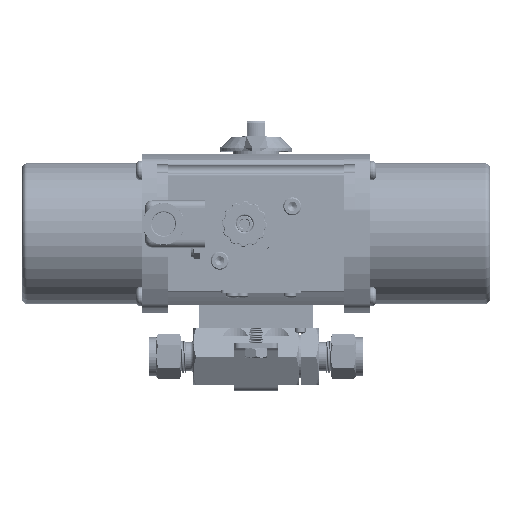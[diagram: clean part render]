
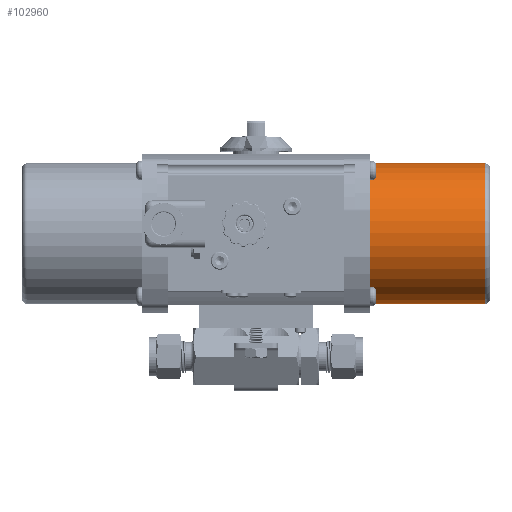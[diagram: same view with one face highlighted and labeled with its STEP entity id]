
A CAD part, top view. The second image highlights one B-rep face of the part: STEP entity #102960.
In plain terms, the highlighted cylindrical face has radius 30.963 mm (diameter 61.925 mm), a partial arc.
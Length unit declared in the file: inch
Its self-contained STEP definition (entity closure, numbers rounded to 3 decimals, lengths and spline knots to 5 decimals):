
#832 = VERTEX_POINT ( 'NONE', #161953 ) ;
#5253 = FACE_OUTER_BOUND ( 'NONE', #80761, .T. ) ;
#15792 = DIRECTION ( 'NONE',  ( 1., 0., 0. ) ) ;
#16367 = AXIS2_PLACEMENT_3D ( 'NONE', #106447, #15792, #121651 ) ;
#23103 = EDGE_CURVE ( 'NONE', #832, #94531, #97914, .T. ) ;
#26353 = EDGE_CURVE ( 'NONE', #165853, #52710, #192867, .T. ) ;
#28523 = ORIENTED_EDGE ( 'NONE', *, *, #146949, .T. ) ;
#36673 = CARTESIAN_POINT ( 'NONE',  ( 1.7145, 2.136, 0. ) ) ;
#40801 = CARTESIAN_POINT ( 'NONE',  ( 1.7145, 3.355, 0. ) ) ;
#42461 = ORIENTED_EDGE ( 'NONE', *, *, #122364, .T. ) ;
#44044 = AXIS2_PLACEMENT_3D ( 'NONE', #36673, #52546, #157790 ) ;
#52546 = DIRECTION ( 'NONE',  ( -1., 0., 0. ) ) ;
#52710 = VERTEX_POINT ( 'NONE', #60411 ) ;
#54088 = CARTESIAN_POINT ( 'NONE',  ( 1.7145, 0.917, 0. ) ) ;
#57689 = VECTOR ( 'NONE', #145421, 39.37008 ) ;
#60411 = CARTESIAN_POINT ( 'NONE',  ( 1.8575, 3.355, 0. ) ) ;
#80761 = EDGE_LOOP ( 'NONE', ( #135257, #42461, #115076, #28523 ) ) ;
#86371 = CARTESIAN_POINT ( 'NONE',  ( 3.9725, 2.136, 0. ) ) ;
#89114 = CARTESIAN_POINT ( 'NONE',  ( 1.8575, 0.917, 0. ) ) ;
#94531 = VERTEX_POINT ( 'NONE', #89114 ) ;
#97914 = LINE ( 'NONE', #54088, #57689 ) ;
#101625 = DIRECTION ( 'NONE',  ( 0., -1., 0. ) ) ;
#102107 = CARTESIAN_POINT ( 'NONE',  ( 3.9725, 3.355, 0. ) ) ;
#102960 = ADVANCED_FACE ( 'NONE', ( #5253 ), #121296, .T. ) ;
#106447 = CARTESIAN_POINT ( 'NONE',  ( 1.8575, 2.136, 0. ) ) ;
#114945 = CIRCLE ( 'NONE', #194445, 1.219 ) ;
#115076 = ORIENTED_EDGE ( 'NONE', *, *, #26353, .T. ) ;
#121296 = CYLINDRICAL_SURFACE ( 'NONE', #44044, 1.219 ) ;
#121651 = DIRECTION ( 'NONE',  ( 0., -1., 0. ) ) ;
#122364 = EDGE_CURVE ( 'NONE', #832, #165853, #114945, .T. ) ;
#135257 = ORIENTED_EDGE ( 'NONE', *, *, #23103, .F. ) ;
#145421 = DIRECTION ( 'NONE',  ( -1., 0., 0. ) ) ;
#146949 = EDGE_CURVE ( 'NONE', #52710, #94531, #171657, .T. ) ;
#152635 = VECTOR ( 'NONE', #192326, 39.37008 ) ;
#157790 = DIRECTION ( 'NONE',  ( 0., 1., 0. ) ) ;
#161953 = CARTESIAN_POINT ( 'NONE',  ( 3.9725, 0.917, 0. ) ) ;
#165853 = VERTEX_POINT ( 'NONE', #102107 ) ;
#171657 = CIRCLE ( 'NONE', #16367, 1.219 ) ;
#192262 = DIRECTION ( 'NONE',  ( -1., 0., 0. ) ) ;
#192326 = DIRECTION ( 'NONE',  ( -1., 0., 0. ) ) ;
#192867 = LINE ( 'NONE', #40801, #152635 ) ;
#194445 = AXIS2_PLACEMENT_3D ( 'NONE', #86371, #192262, #101625 ) ;
